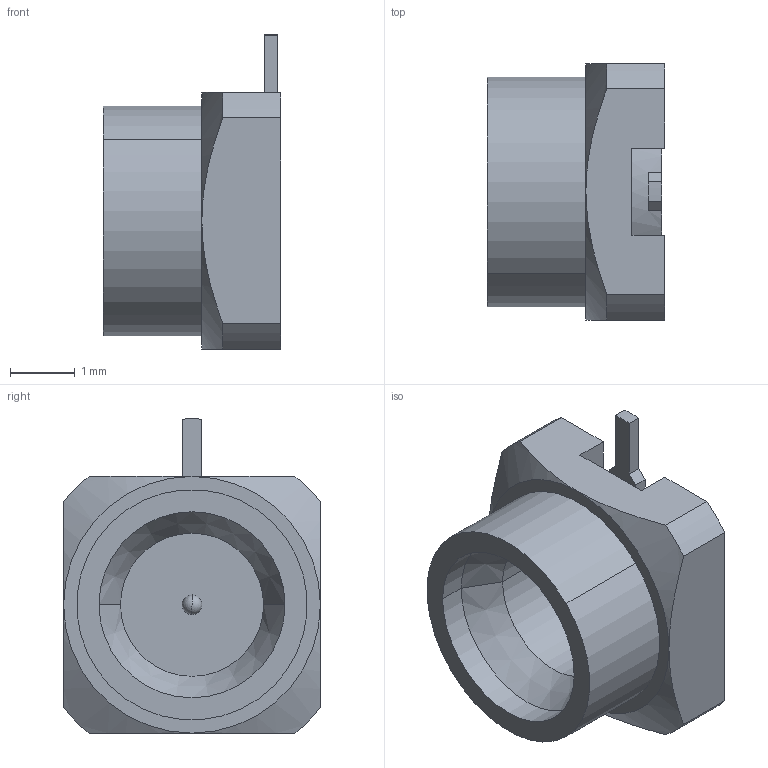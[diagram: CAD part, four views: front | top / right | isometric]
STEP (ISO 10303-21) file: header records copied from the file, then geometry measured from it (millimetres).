
FILE_DESCRIPTION((''),'2;1');
FILE_NAME('925-144J-51PT_SW0001','2019-11-27T',('Viji'),(''),'CREO PARAMETRIC BY PTC INC, 2018360','CREO PARAMETRIC BY PTC INC, 2018360','');
FILE_SCHEMA(('CONFIG_CONTROL_DESIGN'));
Length unit declared in the file: inch
Products named in the file (1): 925-144J-51PT_SW0001
Bounding box: 2.74 x 3.96 x 4.85 mm (x, y, z)
Volume: 22.7 mm3; surface area: 82.7 mm2
Topology: 1 solids, 1 shells, 48 faces, 118 edges, 73 vertices
Faces by surface type: plane 23, cylinder 17, cone 6, sphere 2
Entity records: 1486 total; most frequent: CARTESIAN_POINT 301, DIRECTION 246, ORIENTED_EDGE 232, EDGE_CURVE 116, AXIS2_PLACEMENT_3D 90, VERTEX_POINT 73, VECTOR 66, LINE 66
